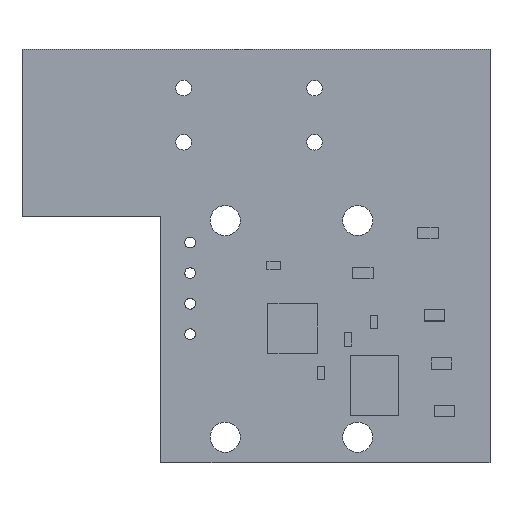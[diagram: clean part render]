
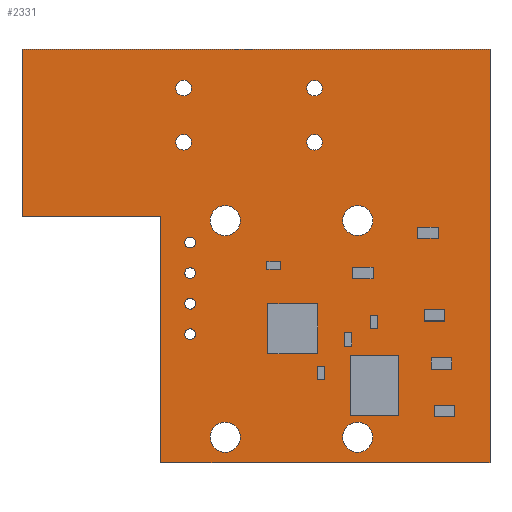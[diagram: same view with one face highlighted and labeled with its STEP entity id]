
A CAD part, top view. The second image highlights one B-rep face of the part: STEP entity #2331.
In plain terms, the highlighted planar face has unit normal (0, 0, 1).
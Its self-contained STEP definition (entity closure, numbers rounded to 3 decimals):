
#1674 = VERTEX_POINT('',#1675);
#1675 = CARTESIAN_POINT('',(-0.483,20.168,0.));
#1681 = EDGE_CURVE('',#1674,#1682,#1684,.T.);
#1682 = VERTEX_POINT('',#1683);
#1683 = CARTESIAN_POINT('',(-0.483,-0.305,0.));
#1684 = LINE('',#1685,#1686);
#1685 = CARTESIAN_POINT('',(-0.483,20.168,0.));
#1686 = VECTOR('',#1687,1.);
#1687 = DIRECTION('',(0.,-1.,0.));
#1712 = EDGE_CURVE('',#1682,#1713,#1715,.T.);
#1713 = VERTEX_POINT('',#1714);
#1714 = CARTESIAN_POINT('',(4.775,-0.305,0.));
#1715 = LINE('',#1716,#1717);
#1716 = CARTESIAN_POINT('',(-0.483,-0.305,0.));
#1717 = VECTOR('',#1718,1.);
#1718 = DIRECTION('',(1.,0.,0.));
#1743 = EDGE_CURVE('',#1713,#1744,#1746,.T.);
#1744 = VERTEX_POINT('',#1745);
#1745 = CARTESIAN_POINT('',(26.873,-0.305,0.));
#1746 = LINE('',#1747,#1748);
#1747 = CARTESIAN_POINT('',(4.775,-0.305,0.));
#1748 = VECTOR('',#1749,1.);
#1749 = DIRECTION('',(1.,0.,0.));
#1774 = EDGE_CURVE('',#1744,#1775,#1777,.T.);
#1775 = VERTEX_POINT('',#1776);
#1776 = CARTESIAN_POINT('',(26.873,34.087,0.));
#1777 = LINE('',#1778,#1779);
#1778 = CARTESIAN_POINT('',(26.873,-0.305,0.));
#1779 = VECTOR('',#1780,1.);
#1780 = DIRECTION('',(0.,1.,0.));
#1805 = EDGE_CURVE('',#1775,#1806,#1808,.T.);
#1806 = VERTEX_POINT('',#1807);
#1807 = CARTESIAN_POINT('',(-12.014,34.087,0.));
#1808 = LINE('',#1809,#1810);
#1809 = CARTESIAN_POINT('',(26.873,34.087,0.));
#1810 = VECTOR('',#1811,1.);
#1811 = DIRECTION('',(-1.,0.,0.));
#1836 = EDGE_CURVE('',#1806,#1837,#1839,.T.);
#1837 = VERTEX_POINT('',#1838);
#1838 = CARTESIAN_POINT('',(-12.014,20.168,0.));
#1839 = LINE('',#1840,#1841);
#1840 = CARTESIAN_POINT('',(-12.014,34.087,0.));
#1841 = VECTOR('',#1842,1.);
#1842 = DIRECTION('',(0.,-1.,0.));
#1867 = EDGE_CURVE('',#1837,#1674,#1868,.T.);
#1868 = LINE('',#1869,#1870);
#1869 = CARTESIAN_POINT('',(-12.014,20.168,0.));
#1870 = VECTOR('',#1871,1.);
#1871 = DIRECTION('',(1.,0.,0.));
#1891 = VERTEX_POINT('',#1892);
#1892 = CARTESIAN_POINT('',(2.406,15.469,0.));
#1898 = EDGE_CURVE('',#1891,#1891,#1899,.T.);
#1899 = CIRCLE('',#1900,0.45);
#1900 = AXIS2_PLACEMENT_3D('',#1901,#1902,#1903);
#1901 = CARTESIAN_POINT('',(1.956,15.469,0.));
#1902 = DIRECTION('',(0.,0.,1.));
#1903 = DIRECTION('',(1.,0.,0.));
#1924 = VERTEX_POINT('',#1925);
#1925 = CARTESIAN_POINT('',(2.406,10.389,0.));
#1931 = EDGE_CURVE('',#1924,#1924,#1932,.T.);
#1932 = CIRCLE('',#1933,0.45);
#1933 = AXIS2_PLACEMENT_3D('',#1934,#1935,#1936);
#1934 = CARTESIAN_POINT('',(1.956,10.389,0.));
#1935 = DIRECTION('',(0.,0.,1.));
#1936 = DIRECTION('',(1.,0.,0.));
#1957 = VERTEX_POINT('',#1958);
#1958 = CARTESIAN_POINT('',(2.406,12.929,0.));
#1964 = EDGE_CURVE('',#1957,#1957,#1965,.T.);
#1965 = CIRCLE('',#1966,0.45);
#1966 = AXIS2_PLACEMENT_3D('',#1967,#1968,#1969);
#1967 = CARTESIAN_POINT('',(1.956,12.929,0.));
#1968 = DIRECTION('',(0.,0.,1.));
#1969 = DIRECTION('',(1.,0.,0.));
#1990 = VERTEX_POINT('',#1991);
#1991 = CARTESIAN_POINT('',(2.071,30.84,0.));
#1997 = EDGE_CURVE('',#1990,#1990,#1998,.T.);
#1998 = CIRCLE('',#1999,0.65);
#1999 = AXIS2_PLACEMENT_3D('',#2000,#2001,#2002);
#2000 = CARTESIAN_POINT('',(1.421,30.84,0.));
#2001 = DIRECTION('',(0.,0.,1.));
#2002 = DIRECTION('',(1.,0.,0.));
#2023 = VERTEX_POINT('',#2024);
#2024 = CARTESIAN_POINT('',(2.406,18.009,0.));
#2030 = EDGE_CURVE('',#2023,#2023,#2031,.T.);
#2031 = CIRCLE('',#2032,0.45);
#2032 = AXIS2_PLACEMENT_3D('',#2033,#2034,#2035);
#2033 = CARTESIAN_POINT('',(1.956,18.009,0.));
#2034 = DIRECTION('',(0.,0.,1.));
#2035 = DIRECTION('',(1.,0.,0.));
#2056 = VERTEX_POINT('',#2057);
#2057 = CARTESIAN_POINT('',(2.071,26.34,0.));
#2063 = EDGE_CURVE('',#2056,#2056,#2064,.T.);
#2064 = CIRCLE('',#2065,0.65);
#2065 = AXIS2_PLACEMENT_3D('',#2066,#2067,#2068);
#2066 = CARTESIAN_POINT('',(1.421,26.34,0.));
#2067 = DIRECTION('',(0.,0.,1.));
#2068 = DIRECTION('',(1.,0.,0.));
#2089 = VERTEX_POINT('',#2090);
#2090 = CARTESIAN_POINT('',(6.125,1.829,0.));
#2096 = EDGE_CURVE('',#2089,#2089,#2097,.T.);
#2097 = CIRCLE('',#2098,1.25);
#2098 = AXIS2_PLACEMENT_3D('',#2099,#2100,#2101);
#2099 = CARTESIAN_POINT('',(4.875,1.829,0.));
#2100 = DIRECTION('',(0.,0.,1.));
#2101 = DIRECTION('',(1.,0.,0.));
#2122 = VERTEX_POINT('',#2123);
#2123 = CARTESIAN_POINT('',(17.125,1.829,0.));
#2129 = EDGE_CURVE('',#2122,#2122,#2130,.T.);
#2130 = CIRCLE('',#2131,1.25);
#2131 = AXIS2_PLACEMENT_3D('',#2132,#2133,#2134);
#2132 = CARTESIAN_POINT('',(15.875,1.829,0.));
#2133 = DIRECTION('',(0.,0.,1.));
#2134 = DIRECTION('',(1.,0.,0.));
#2155 = VERTEX_POINT('',#2156);
#2156 = CARTESIAN_POINT('',(6.125,19.837,0.));
#2162 = EDGE_CURVE('',#2155,#2155,#2163,.T.);
#2163 = CIRCLE('',#2164,1.25);
#2164 = AXIS2_PLACEMENT_3D('',#2165,#2166,#2167);
#2165 = CARTESIAN_POINT('',(4.875,19.837,0.));
#2166 = DIRECTION('',(0.,0.,1.));
#2167 = DIRECTION('',(1.,0.,0.));
#2188 = VERTEX_POINT('',#2189);
#2189 = CARTESIAN_POINT('',(12.951,30.84,0.));
#2195 = EDGE_CURVE('',#2188,#2188,#2196,.T.);
#2196 = CIRCLE('',#2197,0.65);
#2197 = AXIS2_PLACEMENT_3D('',#2198,#2199,#2200);
#2198 = CARTESIAN_POINT('',(12.301,30.84,0.));
#2199 = DIRECTION('',(0.,0.,1.));
#2200 = DIRECTION('',(1.,0.,0.));
#2221 = VERTEX_POINT('',#2222);
#2222 = CARTESIAN_POINT('',(17.125,19.837,0.));
#2228 = EDGE_CURVE('',#2221,#2221,#2229,.T.);
#2229 = CIRCLE('',#2230,1.25);
#2230 = AXIS2_PLACEMENT_3D('',#2231,#2232,#2233);
#2231 = CARTESIAN_POINT('',(15.875,19.837,0.));
#2232 = DIRECTION('',(0.,0.,1.));
#2233 = DIRECTION('',(1.,0.,0.));
#2254 = VERTEX_POINT('',#2255);
#2255 = CARTESIAN_POINT('',(12.951,26.34,0.));
#2261 = EDGE_CURVE('',#2254,#2254,#2262,.T.);
#2262 = CIRCLE('',#2263,0.65);
#2263 = AXIS2_PLACEMENT_3D('',#2264,#2265,#2266);
#2264 = CARTESIAN_POINT('',(12.301,26.34,0.));
#2265 = DIRECTION('',(0.,0.,1.));
#2266 = DIRECTION('',(1.,0.,0.));
#2331 = ADVANCED_FACE('',(#2332,#2341,#2344,#2347,#2350,#2353,#2356,
    #2359,#2362,#2365,#2368,#2371,#2374),#2377,.F.);
#2332 = FACE_BOUND('',#2333,.T.);
#2333 = EDGE_LOOP('',(#2334,#2335,#2336,#2337,#2338,#2339,#2340));
#2334 = ORIENTED_EDGE('',*,*,#1681,.T.);
#2335 = ORIENTED_EDGE('',*,*,#1712,.T.);
#2336 = ORIENTED_EDGE('',*,*,#1743,.T.);
#2337 = ORIENTED_EDGE('',*,*,#1774,.T.);
#2338 = ORIENTED_EDGE('',*,*,#1805,.T.);
#2339 = ORIENTED_EDGE('',*,*,#1836,.T.);
#2340 = ORIENTED_EDGE('',*,*,#1867,.T.);
#2341 = FACE_BOUND('',#2342,.F.);
#2342 = EDGE_LOOP('',(#2343));
#2343 = ORIENTED_EDGE('',*,*,#1898,.T.);
#2344 = FACE_BOUND('',#2345,.F.);
#2345 = EDGE_LOOP('',(#2346));
#2346 = ORIENTED_EDGE('',*,*,#1931,.T.);
#2347 = FACE_BOUND('',#2348,.F.);
#2348 = EDGE_LOOP('',(#2349));
#2349 = ORIENTED_EDGE('',*,*,#1964,.T.);
#2350 = FACE_BOUND('',#2351,.F.);
#2351 = EDGE_LOOP('',(#2352));
#2352 = ORIENTED_EDGE('',*,*,#1997,.T.);
#2353 = FACE_BOUND('',#2354,.F.);
#2354 = EDGE_LOOP('',(#2355));
#2355 = ORIENTED_EDGE('',*,*,#2030,.T.);
#2356 = FACE_BOUND('',#2357,.F.);
#2357 = EDGE_LOOP('',(#2358));
#2358 = ORIENTED_EDGE('',*,*,#2063,.T.);
#2359 = FACE_BOUND('',#2360,.F.);
#2360 = EDGE_LOOP('',(#2361));
#2361 = ORIENTED_EDGE('',*,*,#2096,.T.);
#2362 = FACE_BOUND('',#2363,.F.);
#2363 = EDGE_LOOP('',(#2364));
#2364 = ORIENTED_EDGE('',*,*,#2129,.T.);
#2365 = FACE_BOUND('',#2366,.F.);
#2366 = EDGE_LOOP('',(#2367));
#2367 = ORIENTED_EDGE('',*,*,#2162,.T.);
#2368 = FACE_BOUND('',#2369,.F.);
#2369 = EDGE_LOOP('',(#2370));
#2370 = ORIENTED_EDGE('',*,*,#2195,.T.);
#2371 = FACE_BOUND('',#2372,.F.);
#2372 = EDGE_LOOP('',(#2373));
#2373 = ORIENTED_EDGE('',*,*,#2228,.T.);
#2374 = FACE_BOUND('',#2375,.F.);
#2375 = EDGE_LOOP('',(#2376));
#2376 = ORIENTED_EDGE('',*,*,#2261,.T.);
#2377 = PLANE('',#2378);
#2378 = AXIS2_PLACEMENT_3D('',#2379,#2380,#2381);
#2379 = CARTESIAN_POINT('',(-0.483,20.168,0.));
#2380 = DIRECTION('',(0.,0.,-1.));
#2381 = DIRECTION('',(-1.,0.,0.));
